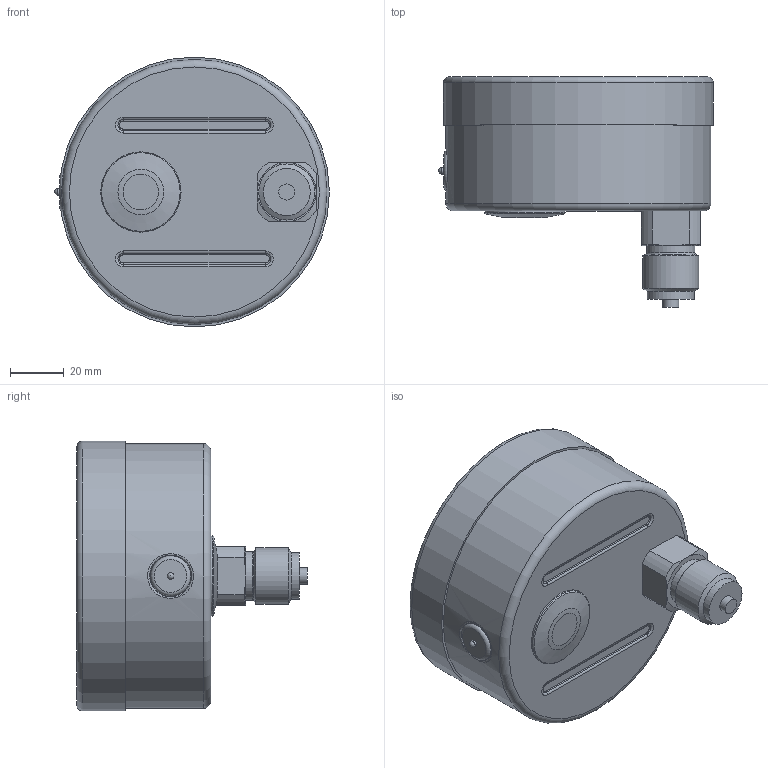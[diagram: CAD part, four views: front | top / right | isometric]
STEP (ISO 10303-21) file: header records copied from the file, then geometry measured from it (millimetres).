
FILE_DESCRIPTION(/* description */ (''),/* implementation_level */ '2;1');
FILE_NAME(/* name */ 'RF100Ch_D412_852XX412.stp',/* time_stamp */ '2018-01-30T10:17:29+01:00',/* author */ ('acgl'),/* organization */ (''),/* preprocessor_version */ 'ST-DEVELOPER v15.6',/* originating_system */ 'Autodesk Inventor 2015',/* authorisation */ '');
FILE_SCHEMA (('AUTOMOTIVE_DESIGN { 1 0 10303 214 3 1 1 }'));
Length unit declared in the file: centimetre
Products named in the file (1): RF100Ch_D412_852XX412
Bounding box: 102.6 x 85.99 x 100.8 mm (x, y, z)
Volume: 387545 mm3; surface area: 33860.1 mm2
Topology: 1 solids, 1 shells, 61 faces, 130 edges, 80 vertices
Faces by surface type: cylinder 21, plane 15, torus 14, cone 7, bspline 3, sphere 1
Full cylindrical faces by diameter (mm): 2.5 x1, 6 x1, 15 x1, 17.5 x1, 18 x1, 20.96 x1, 30 x1, 99 x1, 100.8 x1
Entity records: 1901 total; most frequent: CARTESIAN_POINT 543, DIRECTION 282, ORIENTED_EDGE 216, AXIS2_PLACEMENT_3D 129, EDGE_CURVE 108, EDGE_LOOP 89, VERTEX_POINT 77, CIRCLE 70
